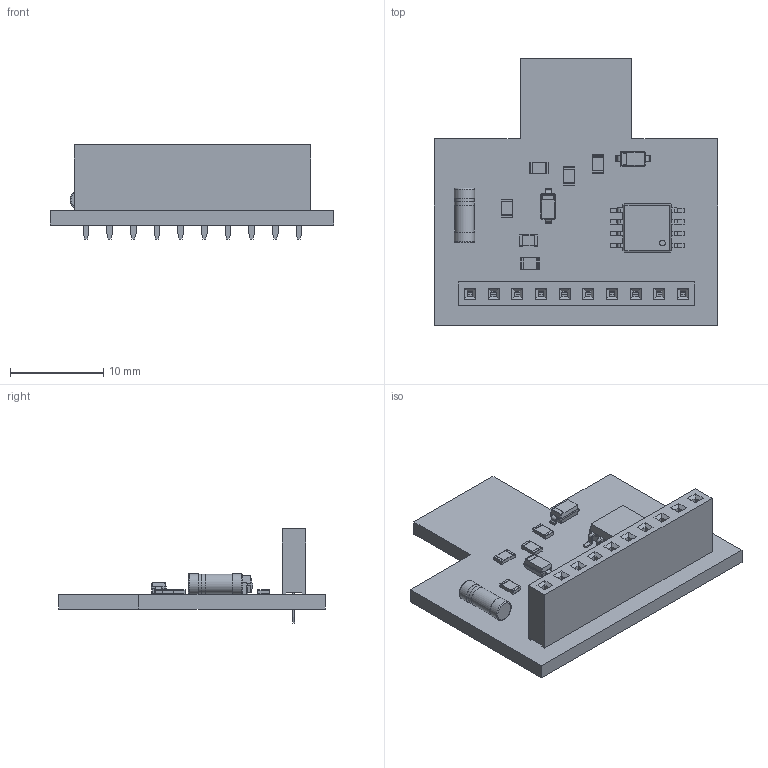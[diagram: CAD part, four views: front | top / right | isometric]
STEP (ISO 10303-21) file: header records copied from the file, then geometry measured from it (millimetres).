
FILE_DESCRIPTION(('FreeCAD Model'),'2;1');
FILE_NAME('uccMicroDuinoTest.step', '2018-10-05T09:17:40',('kicad StepUp'),('ksu MCAD'), 'Open CASCADE STEP processor 7.3','FreeCAD','Unknown');
FILE_SCHEMA(('AUTOMOTIVE_DESIGN { 1 0 10303 214 1 1 1 1 }'));
Length unit declared in the file: millimetre
Products named in the file (16): uccMicroDuinoTest; Board_Geoms; Pcb; Step_Models; Top; D3_D_MELF_Standard_5C20FB7D; D1_D_SOD_123_5C20FB4D; U1_SOIJ_8_53x53mm_P127mm_5BE6712D; J2_PinSocket_1x10_P254mm_Vertical_5BE67255; R5_R_0805_2012Metric_5BAB0E60; R4_R_0805_2012Metric_5BC05F3A; R3_R_0805_2012Metric_5BADA602; R2_R_0805_2012Metric_5BAB0753; R1_R_0805_2012Metric_5BAD87D0; C1_C_0805_2012Metric_5BB0CF31; D2_D_SOD_123_5BB0CFB3
Assembly tree (15 placements, depth 4):
  uccMicroDuinoTest
    Board_Geoms
      Pcb
    Step_Models
      Top
        D3_D_MELF_Standard_5C20FB7D
        D1_D_SOD_123_5C20FB4D
        U1_SOIJ_8_53x53mm_P127mm_5BE6712D
        J2_PinSocket_1x10_P254mm_Vertical_5BE67255
        R5_R_0805_2012Metric_5BAB0E60
        R4_R_0805_2012Metric_5BC05F3A
        R3_R_0805_2012Metric_5BADA602
        R2_R_0805_2012Metric_5BAB0753
        R1_R_0805_2012Metric_5BAD87D0
        C1_C_0805_2012Metric_5BB0CF31
        D2_D_SOD_123_5BB0CFB3
Bounding box: 30.4 x 28.6 x 10.1 mm (x, y, z)
Volume: 1638.8 mm3; surface area: 2631.4 mm2
Topology: 12 solids, 12 shells, 801 faces, 2024 edges, 1286 vertices
Faces by surface type: plane 599, cylinder 116, bspline 84, revolution 2
Full cylindrical faces by diameter (mm): 0.6 x1, 1 x10, 2.1 x2, 2.12 x1, 2.2 x2
Entity records: 29224 total; most frequent: CARTESIAN_POINT 4477, ORIENTED_EDGE 4048, DIRECTION 3632, EDGE_CURVE 2024, LINE 1692, VECTOR 1692, VERTEX_POINT 1286, AXIS2_PLACEMENT_3D 969
